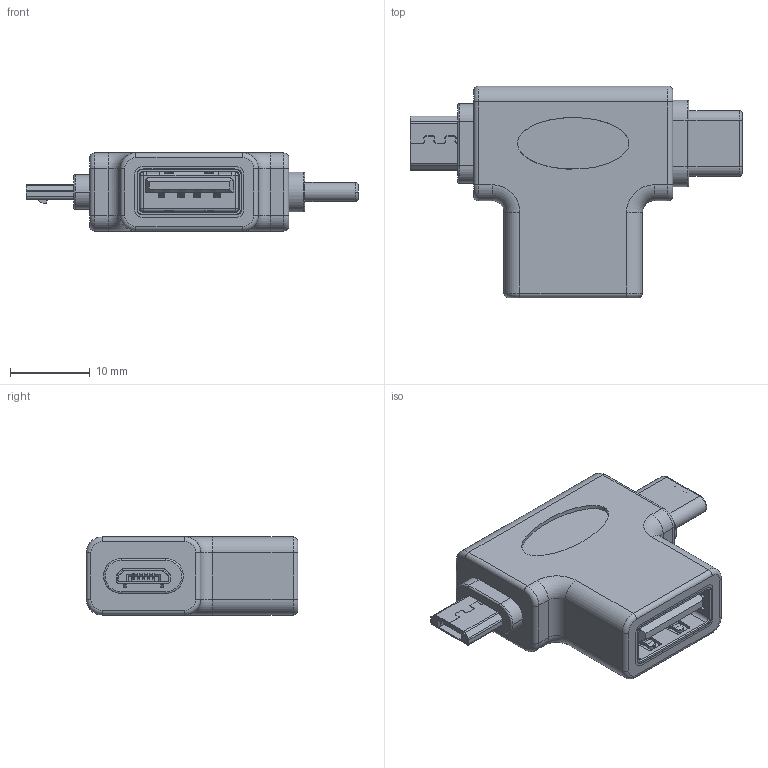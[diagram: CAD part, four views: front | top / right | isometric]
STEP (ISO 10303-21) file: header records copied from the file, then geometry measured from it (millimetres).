
FILE_DESCRIPTION (( 'STEP AP214' ), '1' );
FILE_NAME ('LU3AFTCMIC_3D.step', '2024-10-10T21:23:08', ( '' ), ( '' ), 'SwSTEP 2.0', 'SolidWorks 2022', '' );
FILE_SCHEMA (( 'AUTOMOTIVE_DESIGN' ));
Length unit declared in the file: inch
Products named in the file (34): DUANZI-7P____10_3_ASM_2_ASM_1_A_ASM^ASM0014_ASM_2_ASM_2_ASM_1_ASM_TYPE_CM_9_8MM_ASM_3_ASM_1_ASM_ASM0002_ASM_164-192-U3AFTCMIC- USB AF TO CM TO MICRO BM转接头(2)_LU3AFTCMIC; TYPE_C_10_30_2_4_1^ASM0014_ASM_2_ASM_2_ASM_1_ASM_TYPE_CM_9_8MM_ASM_3_ASM_1_ASM_ASM0002_ASM_164-192-U3AFTCMIC- USB AF TO CM TO MICRO BM转接头(2)_LU3AFTCMIC; 5P02_80^ASM0001_ASM_100_ASM_ASM_164-192-U3AFTCMIC- USB AF TO CM TO MICRO BM转接头(2)_LU3AFTCMIC; ____10_30_____2_8_1^ASM0014_ASM_2_ASM_2_ASM_1_ASM_TYPE_CM_9_8MM_ASM_3_ASM_1_ASM_ASM0002_ASM_164-192-U3AFTCMIC- USB AF TO CM TO MICRO BM转接头(2)_LU3AFTCMIC; PRODUCT_23343_1_1_1^ASM0014_ASM_2_ASM_2_ASM_1_ASM_TYPE_CM_9_8MM_ASM_3_ASM_1_ASM_ASM0002_ASM_164-192-U3AFTCMIC- USB AF TO CM TO MICRO BM转接头(2)_LU3AFTCMIC; PRODUCT_28969_1_1_1^ASM0014_ASM_2_ASM_2_ASM_1_ASM_TYPE_CM_9_8MM_ASM_3_ASM_1_ASM_ASM0002_ASM_164-192-U3AFTCMIC- USB AF TO CM TO MICRO BM转接头(2)_LU3AFTCMIC; ____10_AF0_1_1_1^DUANZI-7P____10_3_ASM_2_ASM_1_A_ASM_ASM0014_ASM_2_ASM_2_ASM_1_ASM_TYPE_CM_9_8MM_ASM_3_ASM_1_ASM_ASM0002_ASM_164-192-U3AFTCMIC- USB AF TO CM TO MICRO BM转接头(2)_LU3AFTCMIC; ____4_AF0_1_1_1^DUANZI-7P____10_3_ASM_2_ASM_1_A_ASM_ASM0014_ASM_2_ASM_2_ASM_1_ASM_TYPE_CM_9_8MM_ASM_3_ASM_1_ASM_ASM0002_ASM_164-192-U3AFTCMIC- USB AF TO CM TO MICRO BM转接头(2)_LU3AFTCMIC; SP_5^ASM0001_ASM_100_ASM_ASM_164-192-U3AFTCMIC- USB AF TO CM TO MICRO BM转接头(2)_LU3AFTCMIC; ____5_AF0_1_1_1^DUANZI-7P____10_3_ASM_2_ASM_1_A_ASM_ASM0014_ASM_2_ASM_2_ASM_1_ASM_TYPE_CM_9_8MM_ASM_3_ASM_1_ASM_ASM0002_ASM_164-192-U3AFTCMIC- USB AF TO CM TO MICRO BM转接头(2)_LU3AFTCMIC; ASM0014_ASM_2_ASM_2_ASM_1_ASM^TYPE_CM_9_8MM_ASM_3_ASM_1_ASM_ASM0002_ASM_164-192-U3AFTCMIC- USB AF TO CM TO MICRO BM转接头(2)_LU3AFTCMIC; ____LATCH_1_2_2_1^ASM0014_ASM_2_ASM_2_ASM_1_ASM_TYPE_CM_9_8MM_ASM_3_ASM_1_ASM_ASM0002_ASM_164-192-U3AFTCMIC- USB AF TO CM TO MICRO BM转接头(2)_LU3AFTCMIC; TER2_5^ASM0001_ASM_100_ASM_ASM_164-192-U3AFTCMIC- USB AF TO CM TO MICRO BM转接头(2)_LU3AFTCMIC; ____1^ASM0001_ASM_164-192-U3AFTCMIC- USB AF TO CM TO MICRO BM转接头(2)_LU3AFTCMIC; ____6_AF0_1_1_1^DUANZI-7P____10_3_ASM_2_ASM_1_A_ASM_ASM0014_ASM_2_ASM_2_ASM_1_ASM_TYPE_CM_9_8MM_ASM_3_ASM_1_ASM_ASM0002_ASM_164-192-U3AFTCMIC- USB AF TO CM TO MICRO BM转接头(2)_LU3AFTCMIC; ASM0001_ASM^164-192-U3AFTCMIC- USB AF TO CM TO MICRO BM转接头(2)_LU3AFTCMIC; ____2_AF0_1_1_1^DUANZI-7P____10_3_ASM_2_ASM_1_A_ASM_ASM0014_ASM_2_ASM_2_ASM_1_ASM_TYPE_CM_9_8MM_ASM_3_ASM_1_ASM_ASM0002_ASM_164-192-U3AFTCMIC- USB AF TO CM TO MICRO BM转接头(2)_LU3AFTCMIC; SHELL02_23^ASM0001_ASM_100_ASM_ASM_164-192-U3AFTCMIC- USB AF TO CM TO MICRO BM转接头(2)_LU3AFTCMIC; TYPE_CM_9_8MM_ASM_3_ASM_1_ASM^ASM0002_ASM_164-192-U3AFTCMIC- USB AF TO CM TO MICRO BM转接头(2)_LU3AFTCMIC; LU3AFTCMIC_3D; PVC^164-192-U3AFTCMIC- USB AF TO CM TO MICRO BM转接头(2)_LU3AFTCMIC; ASM0001_ASM_100_ASM_ASM^164-192-U3AFTCMIC- USB AF TO CM TO MICRO BM转接头(2)_LU3AFTCMIC; ____-_________1_1_-50651^ASM0001_ASM_164-192-U3AFTCMIC- USB AF TO CM TO MICRO BM转接头(2)_LU3AFTCMIC; ____8_AF0_1_1_1^DUANZI-7P____10_3_ASM_2_ASM_1_A_ASM_ASM0014_ASM_2_ASM_2_ASM_1_ASM_TYPE_CM_9_8MM_ASM_3_ASM_1_ASM_ASM0002_ASM_164-192-U3AFTCMIC- USB AF TO CM TO MICRO BM转接头(2)_LU3AFTCMIC; TER1_2^ASM0001_ASM_100_ASM_ASM_164-192-U3AFTCMIC- USB AF TO CM TO MICRO BM转接头(2)_LU3AFTCMIC; ____3_AF0_1_1_1^DUANZI-7P____10_3_ASM_2_ASM_1_A_ASM_ASM0014_ASM_2_ASM_2_ASM_1_ASM_TYPE_CM_9_8MM_ASM_3_ASM_1_ASM_ASM0002_ASM_164-192-U3AFTCMIC- USB AF TO CM TO MICRO BM转接头(2)_LU3AFTCMIC; ____1_AF0_1_1_1^DUANZI-7P____10_3_ASM_2_ASM_1_A_ASM_ASM0014_ASM_2_ASM_2_ASM_1_ASM_TYPE_CM_9_8MM_ASM_3_ASM_1_ASM_ASM0002_ASM_164-192-U3AFTCMIC- USB AF TO CM TO MICRO BM转接头(2)_LU3AFTCMIC; ____12_AF0_1_1_1^DUANZI-7P____10_3_ASM_2_ASM_1_A_ASM_ASM0014_ASM_2_ASM_2_ASM_1_ASM_TYPE_CM_9_8MM_ASM_3_ASM_1_ASM_ASM0002_ASM_164-192-U3AFTCMIC- USB AF TO CM TO MICRO BM转接头(2)_LU3AFTCMIC; ____7_AF0_1_1_1^DUANZI-7P____10_3_ASM_2_ASM_1_A_ASM_ASM0014_ASM_2_ASM_2_ASM_1_ASM_TYPE_CM_9_8MM_ASM_3_ASM_1_ASM_ASM0002_ASM_164-192-U3AFTCMIC- USB AF TO CM TO MICRO BM转接头(2)_LU3AFTCMIC; 164-192-U3AFTCMIC- USB AF TO CM TO MICRO BM转接头(2)^LU3AFTCMIC; ____-_________1_2_-178175^ASM0001_ASM_164-192-U3AFTCMIC- USB AF TO CM TO MICRO BM转接头(2)_LU3AFTCMIC; ____11_AF0_1_1_1^DUANZI-7P____10_3_ASM_2_ASM_1_A_ASM_ASM0014_ASM_2_ASM_2_ASM_1_ASM_TYPE_CM_9_8MM_ASM_3_ASM_1_ASM_ASM0002_ASM_164-192-U3AFTCMIC- USB AF TO CM TO MICRO BM转接头(2)_LU3AFTCMIC; ASM0002_ASM^164-192-U3AFTCMIC- USB AF TO CM TO MICRO BM转接头(2)_LU3AFTCMIC; ____9_AF0_1_1_1^DUANZI-7P____10_3_ASM_2_ASM_1_A_ASM_ASM0014_ASM_2_ASM_2_ASM_1_ASM_TYPE_CM_9_8MM_ASM_3_ASM_1_ASM_ASM0002_ASM_164-192-U3AFTCMIC- USB AF TO CM TO MICRO BM转接头(2)_LU3AFTCMIC
Assembly tree (40 placements, depth 7):
  LU3AFTCMIC_3D
    164-192-U3AFTCMIC- USB AF TO CM TO MICRO BM转接头(2)^LU3AFTCMIC
      ASM0001_ASM^164-192-U3AFTCMIC- USB AF TO CM TO MICRO BM转接头(2)_LU3AFTCMIC
        ____-_________1_1_-50651^ASM0001_ASM_164-192-U3AFTCMIC- USB AF TO CM TO MICRO BM转接头(2)_LU3AFTCMIC
        ____-_________1_2_-178175^ASM0001_ASM_164-192-U3AFTCMIC- USB AF TO CM TO MICRO BM转接头(2)_LU3AFTCMIC
        ____1^ASM0001_ASM_164-192-U3AFTCMIC- USB AF TO CM TO MICRO BM转接头(2)_LU3AFTCMIC
      ASM0001_ASM_100_ASM_ASM^164-192-U3AFTCMIC- USB AF TO CM TO MICRO BM转接头(2)_LU3AFTCMIC
        SHELL02_23^ASM0001_ASM_100_ASM_ASM_164-192-U3AFTCMIC- USB AF TO CM TO MICRO BM转接头(2)_LU3AFTCMIC
        TER2_5^ASM0001_ASM_100_ASM_ASM_164-192-U3AFTCMIC- USB AF TO CM TO MICRO BM转接头(2)_LU3AFTCMIC  x3
        5P02_80^ASM0001_ASM_100_ASM_ASM_164-192-U3AFTCMIC- USB AF TO CM TO MICRO BM转接头(2)_LU3AFTCMIC
        TER1_2^ASM0001_ASM_100_ASM_ASM_164-192-U3AFTCMIC- USB AF TO CM TO MICRO BM转接头(2)_LU3AFTCMIC  x2
        SP_5^ASM0001_ASM_100_ASM_ASM_164-192-U3AFTCMIC- USB AF TO CM TO MICRO BM转接头(2)_LU3AFTCMIC  x2
      ASM0002_ASM^164-192-U3AFTCMIC- USB AF TO CM TO MICRO BM转接头(2)_LU3AFTCMIC
        TYPE_CM_9_8MM_ASM_3_ASM_1_ASM^ASM0002_ASM_164-192-U3AFTCMIC- USB AF TO CM TO MICRO BM转接头(2)_LU3AFTCMIC
          ASM0014_ASM_2_ASM_2_ASM_1_ASM^TYPE_CM_9_8MM_ASM_3_ASM_1_ASM_ASM0002_ASM_164-192-U3AFTCMIC- USB AF TO CM TO MICRO BM转接头(2)_LU3AFTCMIC
            DUANZI-7P____10_3_ASM_2_ASM_1_A_ASM^ASM0014_ASM_2_ASM_2_ASM_1_ASM_TYPE_CM_9_8MM_ASM_3_ASM_1_ASM_ASM0002_ASM_164-192-U3AFTCMIC- USB AF TO CM TO MICRO BM转接头(2)_LU3AFTCMIC  x2
              ____12_AF0_1_1_1^DUANZI-7P____10_3_ASM_2_ASM_1_A_ASM_ASM0014_ASM_2_ASM_2_ASM_1_ASM_TYPE_CM_9_8MM_ASM_3_ASM_1_ASM_ASM0002_ASM_164-192-U3AFTCMIC- USB AF TO CM TO MICRO BM转接头(2)_LU3AFTCMIC
              ____6_AF0_1_1_1^DUANZI-7P____10_3_ASM_2_ASM_1_A_ASM_ASM0014_ASM_2_ASM_2_ASM_1_ASM_TYPE_CM_9_8MM_ASM_3_ASM_1_ASM_ASM0002_ASM_164-192-U3AFTCMIC- USB AF TO CM TO MICRO BM转接头(2)_LU3AFTCMIC
              ____11_AF0_1_1_1^DUANZI-7P____10_3_ASM_2_ASM_1_A_ASM_ASM0014_ASM_2_ASM_2_ASM_1_ASM_TYPE_CM_9_8MM_ASM_3_ASM_1_ASM_ASM0002_ASM_164-192-U3AFTCMIC- USB AF TO CM TO MICRO BM转接头(2)_LU3AFTCMIC
              ____3_AF0_1_1_1^DUANZI-7P____10_3_ASM_2_ASM_1_A_ASM_ASM0014_ASM_2_ASM_2_ASM_1_ASM_TYPE_CM_9_8MM_ASM_3_ASM_1_ASM_ASM0002_ASM_164-192-U3AFTCMIC- USB AF TO CM TO MICRO BM转接头(2)_LU3AFTCMIC
              ____4_AF0_1_1_1^DUANZI-7P____10_3_ASM_2_ASM_1_A_ASM_ASM0014_ASM_2_ASM_2_ASM_1_ASM_TYPE_CM_9_8MM_ASM_3_ASM_1_ASM_ASM0002_ASM_164-192-U3AFTCMIC- USB AF TO CM TO MICRO BM转接头(2)_LU3AFTCMIC
              ____9_AF0_1_1_1^DUANZI-7P____10_3_ASM_2_ASM_1_A_ASM_ASM0014_ASM_2_ASM_2_ASM_1_ASM_TYPE_CM_9_8MM_ASM_3_ASM_1_ASM_ASM0002_ASM_164-192-U3AFTCMIC- USB AF TO CM TO MICRO BM转接头(2)_LU3AFTCMIC
              ____10_AF0_1_1_1^DUANZI-7P____10_3_ASM_2_ASM_1_A_ASM_ASM0014_ASM_2_ASM_2_ASM_1_ASM_TYPE_CM_9_8MM_ASM_3_ASM_1_ASM_ASM0002_ASM_164-192-U3AFTCMIC- USB AF TO CM TO MICRO BM转接头(2)_LU3AFTCMIC
              ____7_AF0_1_1_1^DUANZI-7P____10_3_ASM_2_ASM_1_A_ASM_ASM0014_ASM_2_ASM_2_ASM_1_ASM_TYPE_CM_9_8MM_ASM_3_ASM_1_ASM_ASM0002_ASM_164-192-U3AFTCMIC- USB AF TO CM TO MICRO BM转接头(2)_LU3AFTCMIC
              ____1_AF0_1_1_1^DUANZI-7P____10_3_ASM_2_ASM_1_A_ASM_ASM0014_ASM_2_ASM_2_ASM_1_ASM_TYPE_CM_9_8MM_ASM_3_ASM_1_ASM_ASM0002_ASM_164-192-U3AFTCMIC- USB AF TO CM TO MICRO BM转接头(2)_LU3AFTCMIC
              ____5_AF0_1_1_1^DUANZI-7P____10_3_ASM_2_ASM_1_A_ASM_ASM0014_ASM_2_ASM_2_ASM_1_ASM_TYPE_CM_9_8MM_ASM_3_ASM_1_ASM_ASM0002_ASM_164-192-U3AFTCMIC- USB AF TO CM TO MICRO BM转接头(2)_LU3AFTCMIC
              ____2_AF0_1_1_1^DUANZI-7P____10_3_ASM_2_ASM_1_A_ASM_ASM0014_ASM_2_ASM_2_ASM_1_ASM_TYPE_CM_9_8MM_ASM_3_ASM_1_ASM_ASM0002_ASM_164-192-U3AFTCMIC- USB AF TO CM TO MICRO BM转接头(2)_LU3AFTCMIC
              ____8_AF0_1_1_1^DUANZI-7P____10_3_ASM_2_ASM_1_A_ASM_ASM0014_ASM_2_ASM_2_ASM_1_ASM_TYPE_CM_9_8MM_ASM_3_ASM_1_ASM_ASM0002_ASM_164-192-U3AFTCMIC- USB AF TO CM TO MICRO BM转接头(2)_LU3AFTCMIC
            PRODUCT_23343_1_1_1^ASM0014_ASM_2_ASM_2_ASM_1_ASM_TYPE_CM_9_8MM_ASM_3_ASM_1_ASM_ASM0002_ASM_164-192-U3AFTCMIC- USB AF TO CM TO MICRO BM转接头(2)_LU3AFTCMIC
            PRODUCT_28969_1_1_1^ASM0014_ASM_2_ASM_2_ASM_1_ASM_TYPE_CM_9_8MM_ASM_3_ASM_1_ASM_ASM0002_ASM_164-192-U3AFTCMIC- USB AF TO CM TO MICRO BM转接头(2)_LU3AFTCMIC  x2
            ____10_30_____2_8_1^ASM0014_ASM_2_ASM_2_ASM_1_ASM_TYPE_CM_9_8MM_ASM_3_ASM_1_ASM_ASM0002_ASM_164-192-U3AFTCMIC- USB AF TO CM TO MICRO BM转接头(2)_LU3AFTCMIC
            TYPE_C_10_30_2_4_1^ASM0014_ASM_2_ASM_2_ASM_1_ASM_TYPE_CM_9_8MM_ASM_3_ASM_1_ASM_ASM0002_ASM_164-192-U3AFTCMIC- USB AF TO CM TO MICRO BM转接头(2)_LU3AFTCMIC  x2
            ____LATCH_1_2_2_1^ASM0014_ASM_2_ASM_2_ASM_1_ASM_TYPE_CM_9_8MM_ASM_3_ASM_1_ASM_ASM0002_ASM_164-192-U3AFTCMIC- USB AF TO CM TO MICRO BM转接头(2)_LU3AFTCMIC
      PVC^164-192-U3AFTCMIC- USB AF TO CM TO MICRO BM转接头(2)_LU3AFTCMIC
Bounding box: 41.7 x 26.6 x 9.8 mm (x, y, z)
Volume: 5454 mm3; surface area: 7319.1 mm2
Topology: 44 solids, 44 shells, 3323 faces, 9495 edges, 6192 vertices
Faces by surface type: plane 2298, cylinder 952, torus 45, bspline 16, cone 8, sphere 4
Entity records: 87090 total; most frequent: CARTESIAN_POINT 17020, ORIENTED_EDGE 14862, DIRECTION 13737, EDGE_CURVE 7431, VECTOR 5805, LINE 5805, VERTEX_POINT 4826, AXIS2_PLACEMENT_3D 3966
